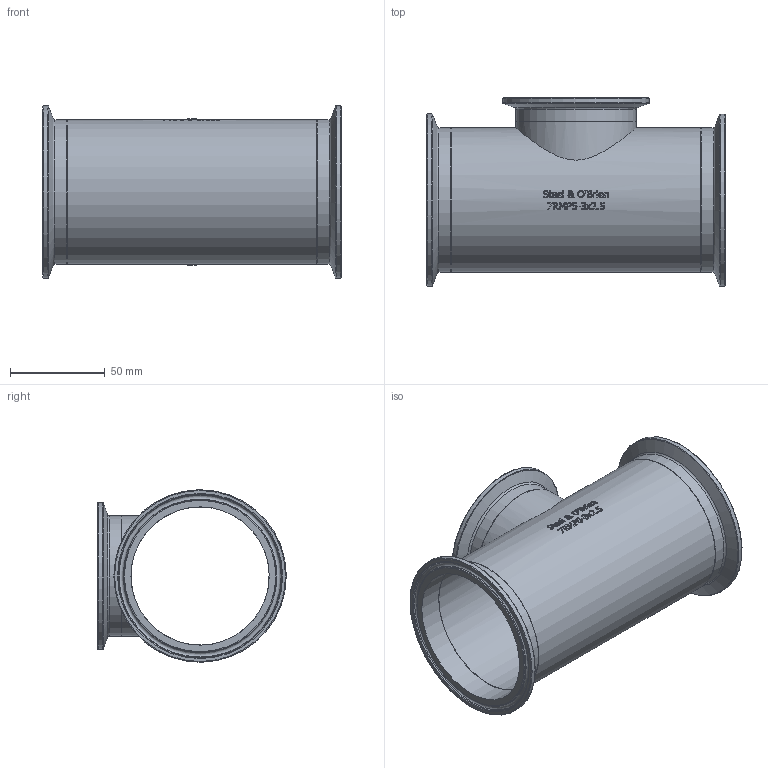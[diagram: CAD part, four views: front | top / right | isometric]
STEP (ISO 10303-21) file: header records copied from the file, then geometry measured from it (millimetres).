
FILE_DESCRIPTION(/* description */ (''),/* implementation_level */ '2;1');
FILE_NAME(/* name */ '7RMPS-3X2.5.ipt.stp',/* time_stamp */ '2019-06-17T14:42:09-04:00',/* author */ ('R. Canell'),/* organization */ (''),/* preprocessor_version */ 'ST-DEVELOPER v15.2',/* originating_system */ 'Autodesk Inventor 2014',/* authorisation */ '');
FILE_SCHEMA (('AUTOMOTIVE_DESIGN { 1 0 10303 214 3 1 1 }'));
Length unit declared in the file: inch
Products named in the file (1): 7RMPS-3X2.5
Bounding box: 157.18 x 99.43 x 90.91 mm (x, y, z)
Volume: 82632.7 mm3; surface area: 88336.7 mm2
Topology: 1 solids, 1 shells, 450 faces, 1180 edges, 776 vertices
Faces by surface type: bspline 193, plane 176, cylinder 48, torus 24, cone 9
Full cylindrical faces by diameter (mm): 60.198 x2, 63.5 x2, 72.898 x3, 76.2 x3, 77.394 x1, 90.907 x2
Entity records: 17186 total; most frequent: CARTESIAN_POINT 7354, ORIENTED_EDGE 2260, DIRECTION 1487, EDGE_CURVE 1130, VERTEX_POINT 773, EDGE_LOOP 545, LINE 513, VECTOR 513
